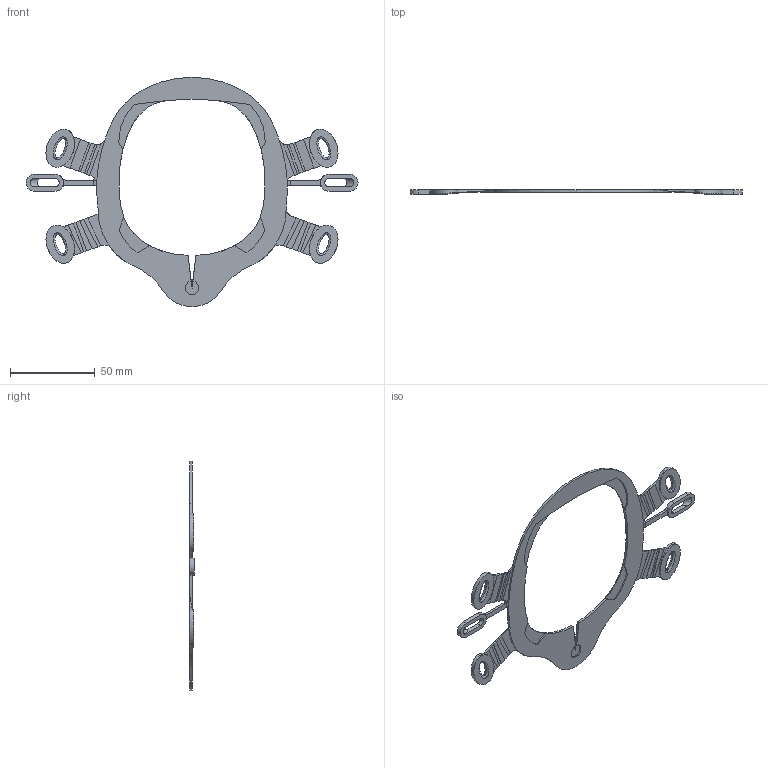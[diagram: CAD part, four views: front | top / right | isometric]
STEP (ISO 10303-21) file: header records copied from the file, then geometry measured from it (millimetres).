
FILE_DESCRIPTION((''),'2;1');
FILE_NAME('TPU_LINER','2020-03-22T22:24:37',('Jason'),(''),'CREO PARAMETRIC BY PTC INC, 2019224','CREO PARAMETRIC BY PTC INC, 2019224','');
FILE_SCHEMA(('CONFIG_CONTROL_DESIGN'));
Length unit declared in the file: millimetre
Products named in the file (1): TPU_LINER
Bounding box: 195.32 x 2.6 x 135 mm (x, y, z)
Volume: 10421.4 mm3; surface area: 17444.6 mm2
Topology: 1 solids, 1 shells, 165 faces, 473 edges, 310 vertices
Faces by surface type: plane 97, cylinder 36, extrusion 20, bspline 12
Entity records: 7161 total; most frequent: CARTESIAN_POINT 2853, ORIENTED_EDGE 946, DIRECTION 799, EDGE_CURVE 473, VECTOR 323, VERTEX_POINT 310, LINE 303, AXIS2_PLACEMENT_3D 238
